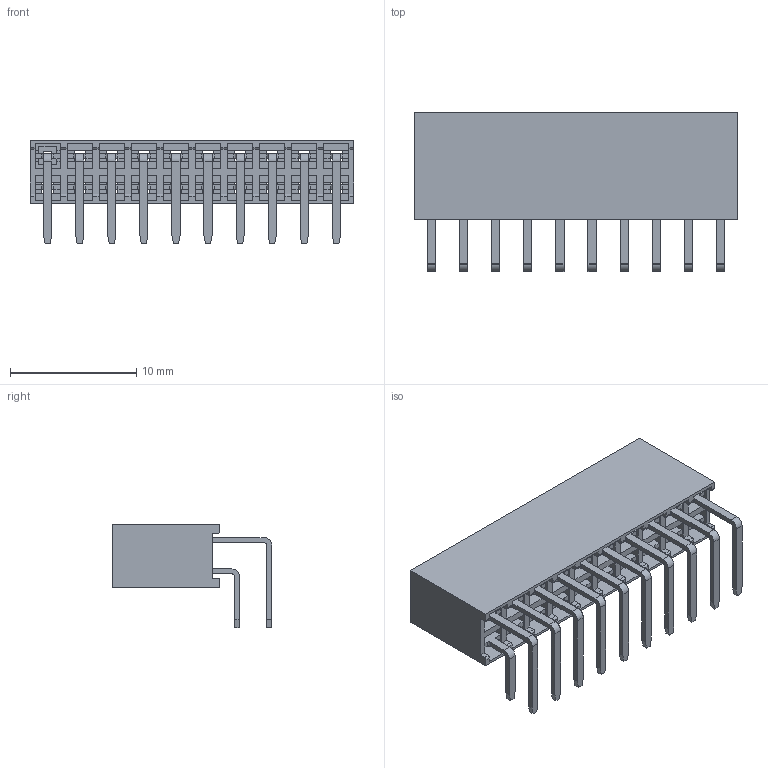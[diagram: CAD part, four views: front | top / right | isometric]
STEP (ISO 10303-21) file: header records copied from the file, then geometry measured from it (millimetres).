
FILE_DESCRIPTION(('STEP AP214'),'1');
FILE_NAME('female_header_a-bl254-da-g20d.stp','2022-05-31T13:50:56',('TraceParts'),('TraceParts S.A.'),'Spatial InterOp 3D',' ',' ');
FILE_SCHEMA(('AUTOMOTIVE_DESIGN { 1 0 10303 214 1 1 1 1 }'));
Length unit declared in the file: millimetre
Products named in the file (1): female_header_a-bl254-da-g20d
Bounding box: 25.65 x 12.6 x 8.2 mm (x, y, z)
Volume: 496.5 mm3; surface area: 2430.1 mm2
Topology: 1 solids, 1 shells, 736 faces, 2256 edges, 1504 vertices
Faces by surface type: plane 604, cylinder 132
Entity records: 30988 total; most frequent: ORIENTED_EDGE 4512, CARTESIAN_POINT 4497, DIRECTION 3994, EDGE_CURVE 2256, LINE 1992, VECTOR 1992, VERTEX_POINT 1504, AXIS2_PLACEMENT_3D 1001
